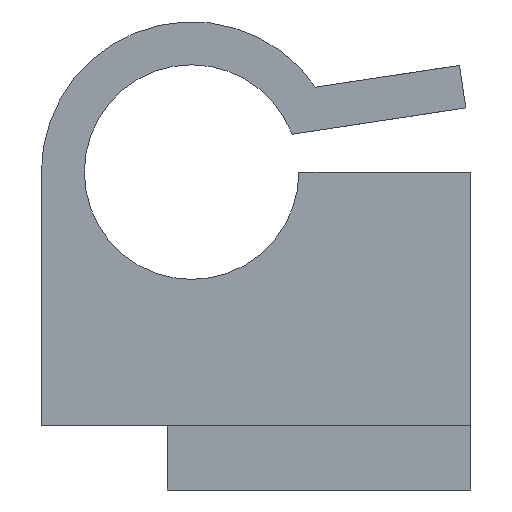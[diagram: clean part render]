
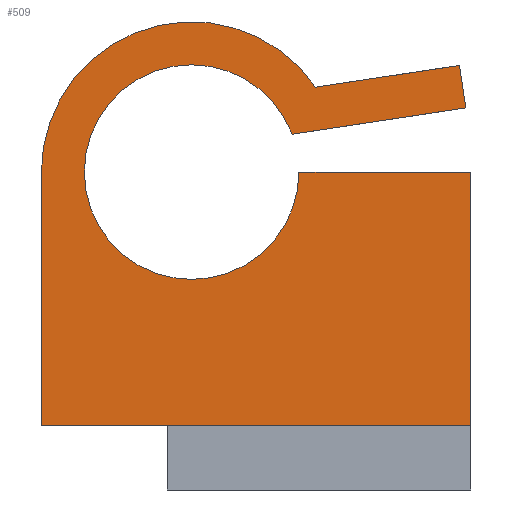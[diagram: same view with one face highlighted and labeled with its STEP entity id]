
A CAD part, front view. The second image highlights one B-rep face of the part: STEP entity #509.
In plain terms, the highlighted planar face has unit normal (0, -1, 0).
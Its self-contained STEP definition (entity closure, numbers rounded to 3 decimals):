
#8 = CARTESIAN_POINT ( 'NONE',  ( -0.157, 0., 1.035 ) ) ;
#9 = VECTOR ( 'NONE', #403, 1000. ) ;
#21 = ORIENTED_EDGE ( 'NONE', *, *, #327, .T. ) ;
#26 = CARTESIAN_POINT ( 'NONE',  ( -7., 0., 0. ) ) ;
#29 = CARTESIAN_POINT ( 'NONE',  ( 13., 0., -11.81 ) ) ;
#34 = CARTESIAN_POINT ( 'NONE',  ( 0., 0., -11.81 ) ) ;
#37 = CARTESIAN_POINT ( 'NONE',  ( 0., 0., 0. ) ) ;
#38 = CIRCLE ( 'NONE', #180, 5. ) ;
#47 = DIRECTION ( 'NONE',  ( 0., 0., 1. ) ) ;
#62 = DIRECTION ( 'NONE',  ( 0., 0., 1. ) ) ;
#72 = EDGE_CURVE ( 'NONE', #351, #210, #337, .T. ) ;
#77 = DIRECTION ( 'NONE',  ( -1., 0., 0. ) ) ;
#82 = CARTESIAN_POINT ( 'NONE',  ( 4.678, 0., 1.767 ) ) ;
#84 = EDGE_CURVE ( 'NONE', #203, #320, #494, .T. ) ;
#94 = DIRECTION ( 'NONE',  ( 0., 0., 1. ) ) ;
#104 = CARTESIAN_POINT ( 'NONE',  ( 0., 0., 0. ) ) ;
#107 = ORIENTED_EDGE ( 'NONE', *, *, #72, .T. ) ;
#110 = CARTESIAN_POINT ( 'NONE',  ( 12.476, 0., 4.969 ) ) ;
#112 = FACE_OUTER_BOUND ( 'NONE', #598, .T. ) ;
#129 = VERTEX_POINT ( 'NONE', #82 ) ;
#135 = EDGE_CURVE ( 'NONE', #465, #511, #458, .T. ) ;
#136 = CARTESIAN_POINT ( 'NONE',  ( 0., 0., 0. ) ) ;
#137 = CARTESIAN_POINT ( 'NONE',  ( -7., 0., -11.81 ) ) ;
#138 = AXIS2_PLACEMENT_3D ( 'NONE', #353, #153, #47 ) ;
#141 = LINE ( 'NONE', #625, #291 ) ;
#153 = DIRECTION ( 'NONE',  ( 0., 1., 0. ) ) ;
#161 = AXIS2_PLACEMENT_3D ( 'NONE', #136, #391, #559 ) ;
#180 = AXIS2_PLACEMENT_3D ( 'NONE', #37, #243, #94 ) ;
#190 = EDGE_CURVE ( 'NONE', #320, #197, #342, .T. ) ;
#197 = VERTEX_POINT ( 'NONE', #29 ) ;
#203 = VERTEX_POINT ( 'NONE', #626 ) ;
#205 = ORIENTED_EDGE ( 'NONE', *, *, #476, .T. ) ;
#210 = VERTEX_POINT ( 'NONE', #507 ) ;
#229 = AXIS2_PLACEMENT_3D ( 'NONE', #329, #370, #62 ) ;
#239 = DIRECTION ( 'NONE',  ( -0.15, 0., 0.989 ) ) ;
#243 = DIRECTION ( 'NONE',  ( 0., 1., 0. ) ) ;
#244 = DIRECTION ( 'NONE',  ( 1., 0., 0. ) ) ;
#246 = CARTESIAN_POINT ( 'NONE',  ( 0., 0., -5. ) ) ;
#252 = ORIENTED_EDGE ( 'NONE', *, *, #135, .T. ) ;
#276 = EDGE_CURVE ( 'NONE', #489, #129, #416, .T. ) ;
#291 = VECTOR ( 'NONE', #239, 1000. ) ;
#295 = VERTEX_POINT ( 'NONE', #110 ) ;
#318 = ORIENTED_EDGE ( 'NONE', *, *, #360, .T. ) ;
#320 = VERTEX_POINT ( 'NONE', #137 ) ;
#327 = EDGE_CURVE ( 'NONE', #511, #129, #38, .T. ) ;
#329 = CARTESIAN_POINT ( 'NONE',  ( 0., 0., 0. ) ) ;
#337 = LINE ( 'NONE', #546, #650 ) ;
#342 = LINE ( 'NONE', #34, #437 ) ;
#343 = DIRECTION ( 'NONE',  ( -0.989, 0., -0.15 ) ) ;
#348 = EDGE_CURVE ( 'NONE', #351, #197, #674, .T. ) ;
#351 = VERTEX_POINT ( 'NONE', #388 ) ;
#353 = CARTESIAN_POINT ( 'NONE',  ( 0., 0., 0. ) ) ;
#360 = EDGE_CURVE ( 'NONE', #489, #295, #141, .T. ) ;
#365 = DIRECTION ( 'NONE',  ( 0., 1., 0. ) ) ;
#367 = CARTESIAN_POINT ( 'NONE',  ( 0., 0., 5. ) ) ;
#370 = DIRECTION ( 'NONE',  ( 0., 1., 0. ) ) ;
#380 = ORIENTED_EDGE ( 'NONE', *, *, #190, .T. ) ;
#388 = CARTESIAN_POINT ( 'NONE',  ( 13., 0., 0. ) ) ;
#391 = DIRECTION ( 'NONE',  ( 0., 1., 0. ) ) ;
#396 = DIRECTION ( 'NONE',  ( 0., 0., -1. ) ) ;
#402 = ORIENTED_EDGE ( 'NONE', *, *, #276, .F. ) ;
#403 = DIRECTION ( 'NONE',  ( -0.989, 0., -0.15 ) ) ;
#409 = CIRCLE ( 'NONE', #229, 7. ) ;
#415 = VECTOR ( 'NONE', #343, 1000. ) ;
#416 = LINE ( 'NONE', #8, #9 ) ;
#417 = CARTESIAN_POINT ( 'NONE',  ( 12.775, 0., 2.992 ) ) ;
#424 = VECTOR ( 'NONE', #662, 1000. ) ;
#431 = EDGE_CURVE ( 'NONE', #295, #685, #456, .T. ) ;
#437 = VECTOR ( 'NONE', #244, 1000. ) ;
#446 = VECTOR ( 'NONE', #396, 1000. ) ;
#456 = LINE ( 'NONE', #508, #415 ) ;
#458 = CIRCLE ( 'NONE', #161, 5. ) ;
#465 = VERTEX_POINT ( 'NONE', #246 ) ;
#476 = EDGE_CURVE ( 'NONE', #210, #465, #608, .T. ) ;
#481 = ORIENTED_EDGE ( 'NONE', *, *, #348, .F. ) ;
#489 = VERTEX_POINT ( 'NONE', #417 ) ;
#494 = LINE ( 'NONE', #26, #424 ) ;
#495 = CARTESIAN_POINT ( 'NONE',  ( 5.775, 0., 3.955 ) ) ;
#505 = CARTESIAN_POINT ( 'NONE',  ( 13., 0., 0. ) ) ;
#507 = CARTESIAN_POINT ( 'NONE',  ( 5., 0., 0. ) ) ;
#508 = CARTESIAN_POINT ( 'NONE',  ( -0.456, 0., 3.013 ) ) ;
#509 = ADVANCED_FACE ( 'NONE', ( #112 ), #535, .F. ) ;
#511 = VERTEX_POINT ( 'NONE', #367 ) ;
#526 = ORIENTED_EDGE ( 'NONE', *, *, #84, .T. ) ;
#535 = PLANE ( 'NONE',  #138 ) ;
#546 = CARTESIAN_POINT ( 'NONE',  ( 0., 0., 0. ) ) ;
#559 = DIRECTION ( 'NONE',  ( 0., 0., 1. ) ) ;
#579 = AXIS2_PLACEMENT_3D ( 'NONE', #104, #365, #581 ) ;
#581 = DIRECTION ( 'NONE',  ( 0., 0., 1. ) ) ;
#598 = EDGE_LOOP ( 'NONE', ( #526, #380, #481, #107, #205, #252, #21, #402, #318, #627, #621 ) ) ;
#608 = CIRCLE ( 'NONE', #579, 5. ) ;
#621 = ORIENTED_EDGE ( 'NONE', *, *, #661, .F. ) ;
#625 = CARTESIAN_POINT ( 'NONE',  ( 12.932, 0., 1.956 ) ) ;
#626 = CARTESIAN_POINT ( 'NONE',  ( -7., 0., 0. ) ) ;
#627 = ORIENTED_EDGE ( 'NONE', *, *, #431, .T. ) ;
#650 = VECTOR ( 'NONE', #77, 1000. ) ;
#661 = EDGE_CURVE ( 'NONE', #203, #685, #409, .T. ) ;
#662 = DIRECTION ( 'NONE',  ( 0., 0., -1. ) ) ;
#674 = LINE ( 'NONE', #505, #446 ) ;
#685 = VERTEX_POINT ( 'NONE', #495 ) ;
